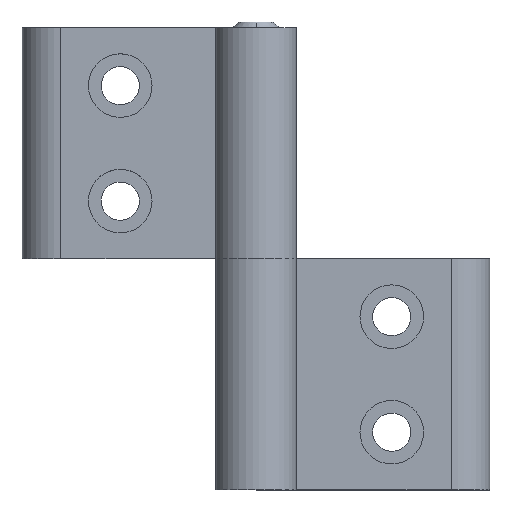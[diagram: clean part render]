
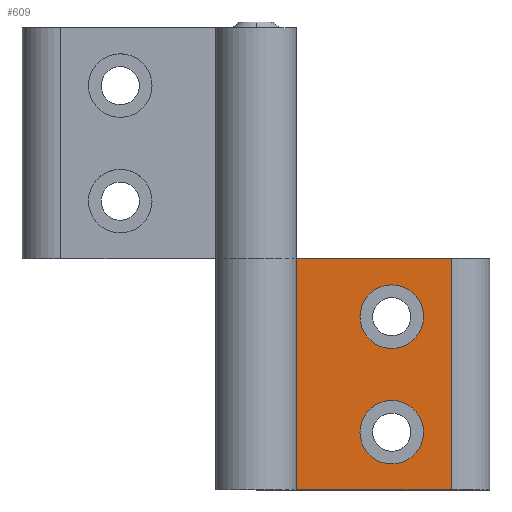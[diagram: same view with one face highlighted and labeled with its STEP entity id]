
A CAD part, top view. The second image highlights one B-rep face of the part: STEP entity #609.
In plain terms, the highlighted planar face has unit normal (0, 0, 1).
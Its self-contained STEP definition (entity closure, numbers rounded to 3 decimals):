
#311 = VERTEX_POINT ( 'NONE', #1913 ) ;
#313 = VERTEX_POINT ( 'NONE', #1902 ) ;
#315 = EDGE_CURVE ( 'NONE', #311, #313, #1908, .T. ) ;
#401 = CARTESIAN_POINT ( 'NONE',  ( 33.8, 40., -0.3 ) ) ;
#494 = VERTEX_POINT ( 'NONE', #2121 ) ;
#496 = EDGE_CURVE ( 'NONE', #494, #520, #2105, .T. ) ;
#504 = EDGE_CURVE ( 'NONE', #514, #516, #2001, .T. ) ;
#514 = VERTEX_POINT ( 'NONE', #1994 ) ;
#516 = VERTEX_POINT ( 'NONE', #401 ) ;
#520 = VERTEX_POINT ( 'NONE', #1998 ) ;
#542 = EDGE_CURVE ( 'NONE', #544, #936, #2220, .T. ) ;
#544 = VERTEX_POINT ( 'NONE', #2255 ) ;
#578 = EDGE_CURVE ( 'NONE', #516, #520, #2249, .T. ) ;
#579 = EDGE_CURVE ( 'NONE', #936, #544, #2295, .T. ) ;
#580 = EDGE_LOOP ( 'NONE', ( #612, #599 ) ) ;
#596 = EDGE_CURVE ( 'NONE', #514, #494, #2312, .T. ) ;
#599 = ORIENTED_EDGE ( 'NONE', *, *, #610, .T. ) ;
#608 = EDGE_LOOP ( 'NONE', ( #615, #611 ) ) ;
#609 = ADVANCED_FACE ( 'NONE', ( #2322, #2231, #2319 ), #1971, .F. ) ;
#610 = EDGE_CURVE ( 'NONE', #313, #311, #1938, .T. ) ;
#611 = ORIENTED_EDGE ( 'NONE', *, *, #579, .T. ) ;
#612 = ORIENTED_EDGE ( 'NONE', *, *, #315, .T. ) ;
#614 = ORIENTED_EDGE ( 'NONE', *, *, #504, .F. ) ;
#615 = ORIENTED_EDGE ( 'NONE', *, *, #542, .T. ) ;
#616 = EDGE_LOOP ( 'NONE', ( #617, #618, #614, #621 ) ) ;
#617 = ORIENTED_EDGE ( 'NONE', *, *, #496, .T. ) ;
#618 = ORIENTED_EDGE ( 'NONE', *, *, #578, .F. ) ;
#621 = ORIENTED_EDGE ( 'NONE', *, *, #596, .T. ) ;
#936 = VERTEX_POINT ( 'NONE', #3661 ) ;
#1144 = CARTESIAN_POINT ( 'NONE',  ( 23.5, 30., -0.3 ) ) ;
#1792 = DIRECTION ( 'NONE',  ( -1., 0., 0. ) ) ;
#1793 = DIRECTION ( 'NONE',  ( 0., 0., -1. ) ) ;
#1893 = CARTESIAN_POINT ( 'NONE',  ( 23.5, 30., -0.3 ) ) ;
#1902 = CARTESIAN_POINT ( 'NONE',  ( 18., 30., -0.3 ) ) ;
#1903 = AXIS2_PLACEMENT_3D ( 'NONE', #1893, #1793, #1792 ) ;
#1908 = CIRCLE ( 'NONE', #1903, 5.5 ) ;
#1913 = CARTESIAN_POINT ( 'NONE',  ( 29., 30., -0.3 ) ) ;
#1933 = DIRECTION ( 'NONE',  ( -1., 0., 0. ) ) ;
#1937 = DIRECTION ( 'NONE',  ( 0., 0., -1. ) ) ;
#1938 = CIRCLE ( 'NONE', #1941, 5.5 ) ;
#1941 = AXIS2_PLACEMENT_3D ( 'NONE', #1144, #1937, #1933 ) ;
#1968 = DIRECTION ( 'NONE',  ( 0., 0., -1. ) ) ;
#1969 = DIRECTION ( 'NONE',  ( -1., 0., 0. ) ) ;
#1970 = AXIS2_PLACEMENT_3D ( 'NONE', #1972, #1968, #1969 ) ;
#1971 = PLANE ( 'NONE',  #1970 ) ;
#1972 = CARTESIAN_POINT ( 'NONE',  ( 33.8, 40., -0.3 ) ) ;
#1994 = CARTESIAN_POINT ( 'NONE',  ( 6.994, 40., -0.3 ) ) ;
#1997 = DIRECTION ( 'NONE',  ( 1., 0., 0. ) ) ;
#1998 = CARTESIAN_POINT ( 'NONE',  ( 33.8, 0., -0.3 ) ) ;
#2000 = VECTOR ( 'NONE', #1997, 1000. ) ;
#2001 = LINE ( 'NONE', #2079, #2000 ) ;
#2079 = CARTESIAN_POINT ( 'NONE',  ( 33.8, 40., -0.3 ) ) ;
#2100 = DIRECTION ( 'NONE',  ( 1., 0., 0. ) ) ;
#2101 = VECTOR ( 'NONE', #2100, 1000. ) ;
#2102 = CARTESIAN_POINT ( 'NONE',  ( 33.8, 0., -0.3 ) ) ;
#2105 = LINE ( 'NONE', #2102, #2101 ) ;
#2121 = CARTESIAN_POINT ( 'NONE',  ( 6.994, 0., -0.3 ) ) ;
#2217 = DIRECTION ( 'NONE',  ( -1., 0., 0. ) ) ;
#2218 = DIRECTION ( 'NONE',  ( 0., 0., -1. ) ) ;
#2219 = CARTESIAN_POINT ( 'NONE',  ( 23.5, 10., -0.3 ) ) ;
#2220 = CIRCLE ( 'NONE', #2222, 5.5 ) ;
#2222 = AXIS2_PLACEMENT_3D ( 'NONE', #2219, #2218, #2217 ) ;
#2231 = FACE_BOUND ( 'NONE', #608, .T. ) ;
#2236 = DIRECTION ( 'NONE',  ( 0., -1., 0. ) ) ;
#2237 = VECTOR ( 'NONE', #2236, 1000. ) ;
#2238 = CARTESIAN_POINT ( 'NONE',  ( 6.994, 40., -0.3 ) ) ;
#2246 = CARTESIAN_POINT ( 'NONE',  ( 33.8, 40., -0.3 ) ) ;
#2249 = LINE ( 'NONE', #2246, #2300 ) ;
#2255 = CARTESIAN_POINT ( 'NONE',  ( 29., 10., -0.3 ) ) ;
#2275 = DIRECTION ( 'NONE',  ( -1., 0., 0. ) ) ;
#2283 = DIRECTION ( 'NONE',  ( 0., 0., -1. ) ) ;
#2284 = CARTESIAN_POINT ( 'NONE',  ( 23.5, 10., -0.3 ) ) ;
#2288 = DIRECTION ( 'NONE',  ( 0., -1., 0. ) ) ;
#2290 = AXIS2_PLACEMENT_3D ( 'NONE', #2284, #2283, #2275 ) ;
#2295 = CIRCLE ( 'NONE', #2290, 5.5 ) ;
#2300 = VECTOR ( 'NONE', #2288, 1000. ) ;
#2312 = LINE ( 'NONE', #2238, #2237 ) ;
#2319 = FACE_OUTER_BOUND ( 'NONE', #616, .T. ) ;
#2322 = FACE_BOUND ( 'NONE', #580, .T. ) ;
#3661 = CARTESIAN_POINT ( 'NONE',  ( 18., 10., -0.3 ) ) ;
